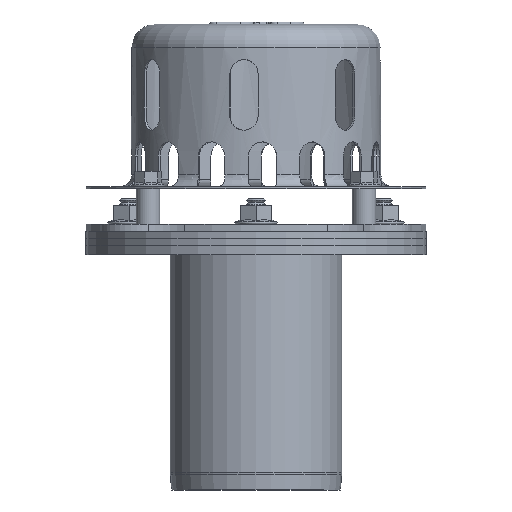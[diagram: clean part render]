
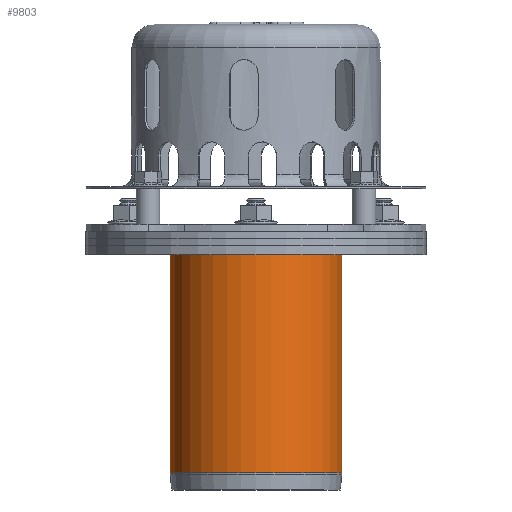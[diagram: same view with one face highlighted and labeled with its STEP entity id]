
A CAD part, front view. The second image highlights one B-rep face of the part: STEP entity #9803.
In plain terms, the highlighted cylindrical face has radius 365 mm (diameter 730 mm), a full revolution.
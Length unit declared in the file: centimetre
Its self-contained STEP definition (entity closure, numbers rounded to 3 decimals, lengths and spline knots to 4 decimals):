
#209=CYLINDRICAL_SURFACE('',#10767,36.5);
#750=LINE('',#16098,#1260);
#1260=VECTOR('',#12873,36.5);
#2516=FACE_OUTER_BOUND('',#3141,.T.);
#3141=EDGE_LOOP('',(#7916,#7917,#7918,#7919,#7920));
#3725=CIRCLE('',#10749,36.5);
#3726=CIRCLE('',#10750,36.5);
#3736=CIRCLE('',#10766,36.5);
#4342=VERTEX_POINT('',#16064);
#4343=VERTEX_POINT('',#16066);
#4351=VERTEX_POINT('',#16095);
#5617=EDGE_CURVE('',#4342,#4343,#3725,.T.);
#5618=EDGE_CURVE('',#4343,#4342,#3726,.T.);
#5632=EDGE_CURVE('',#4351,#4351,#3736,.T.);
#5633=EDGE_CURVE('',#4343,#4351,#750,.T.);
#7916=ORIENTED_EDGE('',*,*,#5617,.F.);
#7917=ORIENTED_EDGE('',*,*,#5618,.F.);
#7918=ORIENTED_EDGE('',*,*,#5633,.T.);
#7919=ORIENTED_EDGE('',*,*,#5632,.T.);
#7920=ORIENTED_EDGE('',*,*,#5633,.F.);
#9803=ADVANCED_FACE('',(#2516),#209,.T.);
#10749=AXIS2_PLACEMENT_3D('',#16067,#12831,#12832);
#10750=AXIS2_PLACEMENT_3D('',#16068,#12833,#12834);
#10766=AXIS2_PLACEMENT_3D('',#16096,#12869,#12870);
#10767=AXIS2_PLACEMENT_3D('',#16097,#12871,#12872);
#12831=DIRECTION('center_axis',(0.,0.,-1.));
#12832=DIRECTION('ref_axis',(1.,0.,0.));
#12833=DIRECTION('center_axis',(0.,0.,-1.));
#12834=DIRECTION('ref_axis',(1.,0.,0.));
#12869=DIRECTION('center_axis',(0.,0.,-1.));
#12870=DIRECTION('ref_axis',(1.,0.,0.));
#12871=DIRECTION('center_axis',(0.,0.,-1.));
#12872=DIRECTION('ref_axis',(-1.,0.,0.));
#12873=DIRECTION('',(0.,0.,1.));
#16064=CARTESIAN_POINT('',(667.8647,391.9055,-54.642));
#16066=CARTESIAN_POINT('',(704.3647,428.4055,-54.642));
#16067=CARTESIAN_POINT('Origin',(667.8647,428.4055,-54.642));
#16068=CARTESIAN_POINT('Origin',(667.8647,428.4055,-54.642));
#16095=CARTESIAN_POINT('',(704.3647,428.4055,38.));
#16096=CARTESIAN_POINT('Origin',(667.8647,428.4055,38.));
#16097=CARTESIAN_POINT('Origin',(667.8647,428.4055,-8.321));
#16098=CARTESIAN_POINT('',(704.3647,428.4055,-8.321));
